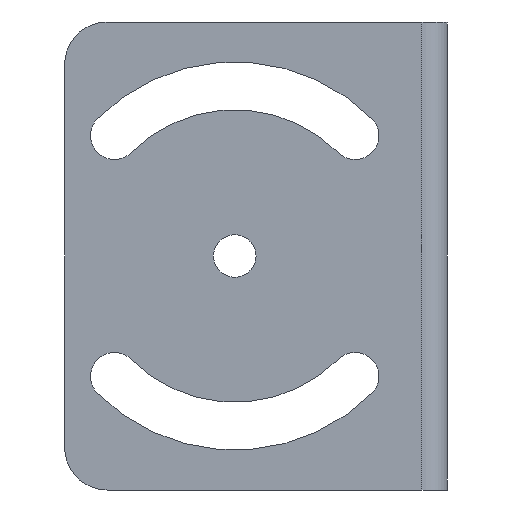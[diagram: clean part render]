
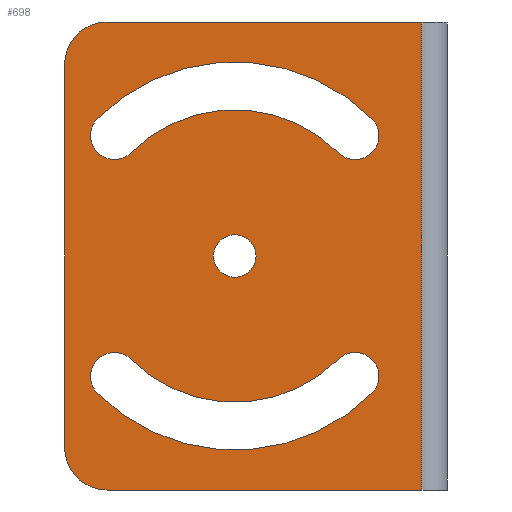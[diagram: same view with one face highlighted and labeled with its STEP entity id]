
A CAD part, left-side view. The second image highlights one B-rep face of the part: STEP entity #698.
In plain terms, the highlighted planar face has unit normal (-1, 0, 0).
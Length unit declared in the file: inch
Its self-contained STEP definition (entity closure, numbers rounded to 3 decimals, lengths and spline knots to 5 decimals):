
#1=DIRECTION('',(0.,0.,-1.));
#2=VECTOR('',#1,2.25);
#3=CARTESIAN_POINT('',(0.,2.25,1.125));
#4=LINE('',#3,#2);
#5=CARTESIAN_POINT('',(0.,1.25,0.));
#6=DIRECTION('',(-1.,0.,0.));
#7=DIRECTION('',(0.,1.,0.));
#8=AXIS2_PLACEMENT_3D('',#5,#6,#7);
#10=CARTESIAN_POINT('',(0.,1.25,0.));
#11=DIRECTION('',(-1.,0.,0.));
#12=DIRECTION('',(0.,-1.,0.));
#13=AXIS2_PLACEMENT_3D('',#10,#11,#12);
#15=CARTESIAN_POINT('',(0.,1.95711,-0.70711));
#16=DIRECTION('',(-1.,0.,0.));
#17=DIRECTION('',(0.,-0.707,0.707));
#18=AXIS2_PLACEMENT_3D('',#15,#16,#17);
#20=CARTESIAN_POINT('',(0.,1.25,0.));
#21=DIRECTION('',(-1.,0.,0.));
#22=DIRECTION('',(0.,0.707,-0.707));
#23=AXIS2_PLACEMENT_3D('',#20,#21,#22);
#25=CARTESIAN_POINT('',(0.,0.54289,-0.70711));
#26=DIRECTION('',(-1.,0.,0.));
#27=DIRECTION('',(0.,-0.707,-0.707));
#28=AXIS2_PLACEMENT_3D('',#25,#26,#27);
#30=CARTESIAN_POINT('',(0.,1.25,0.));
#31=DIRECTION('',(-1.,0.,0.));
#32=DIRECTION('',(0.,0.707,-0.707));
#33=AXIS2_PLACEMENT_3D('',#30,#31,#32);
#35=CARTESIAN_POINT('',(0.,0.54289,0.70711));
#36=DIRECTION('',(-1.,0.,0.));
#37=DIRECTION('',(0.,0.707,-0.707));
#38=AXIS2_PLACEMENT_3D('',#35,#36,#37);
#40=CARTESIAN_POINT('',(0.,1.25,0.));
#41=DIRECTION('',(-1.,0.,0.));
#42=DIRECTION('',(0.,-0.707,0.707));
#43=AXIS2_PLACEMENT_3D('',#40,#41,#42);
#45=CARTESIAN_POINT('',(0.,1.95711,0.70711));
#46=DIRECTION('',(-1.,0.,0.));
#47=DIRECTION('',(0.,0.707,0.707));
#48=AXIS2_PLACEMENT_3D('',#45,#46,#47);
#50=CARTESIAN_POINT('',(0.,1.25,0.));
#51=DIRECTION('',(-1.,0.,0.));
#52=DIRECTION('',(0.,-0.707,0.707));
#53=AXIS2_PLACEMENT_3D('',#50,#51,#52);
#68=CARTESIAN_POINT('',(0.,2.,-1.125));
#69=DIRECTION('',(-1.,0.,0.));
#70=DIRECTION('',(0.,1.,0.));
#71=AXIS2_PLACEMENT_3D('',#68,#69,#70);
#73=DIRECTION('',(0.,-1.,0.));
#74=VECTOR('',#73,1.85);
#75=CARTESIAN_POINT('',(0.,2.,-1.375));
#76=LINE('',#75,#74);
#99=DIRECTION('',(0.,0.,-1.));
#100=VECTOR('',#99,2.75);
#101=CARTESIAN_POINT('',(0.,0.15,1.375));
#102=LINE('',#101,#100);
#121=DIRECTION('',(0.,-1.,0.));
#122=VECTOR('',#121,1.85);
#123=CARTESIAN_POINT('',(0.,2.,1.375));
#124=LINE('',#123,#122);
#138=CARTESIAN_POINT('',(0.,2.,1.125));
#139=DIRECTION('',(-1.,0.,0.));
#140=DIRECTION('',(0.,0.,1.));
#141=AXIS2_PLACEMENT_3D('',#138,#139,#140);
#509=CARTESIAN_POINT('',(0.,0.15,1.375));
#511=VERTEX_POINT('',#509);
#513=CARTESIAN_POINT('',(0.,0.15,-1.375));
#515=VERTEX_POINT('',#513);
#525=CARTESIAN_POINT('',(0.,1.375,0.));
#526=CARTESIAN_POINT('',(0.,1.125,0.));
#527=VERTEX_POINT('',#525);
#528=VERTEX_POINT('',#526);
#533=CARTESIAN_POINT('',(0.,1.85776,-0.60776));
#534=CARTESIAN_POINT('',(0.,2.05646,-0.80646));
#535=VERTEX_POINT('',#533);
#536=VERTEX_POINT('',#534);
#537=CARTESIAN_POINT('',(0.,0.64224,-0.60776));
#538=VERTEX_POINT('',#537);
#539=CARTESIAN_POINT('',(0.,0.44354,-0.80646));
#540=VERTEX_POINT('',#539);
#541=CARTESIAN_POINT('',(0.,0.64224,0.60776));
#542=CARTESIAN_POINT('',(0.,0.44354,0.80646));
#543=VERTEX_POINT('',#541);
#544=VERTEX_POINT('',#542);
#545=CARTESIAN_POINT('',(0.,1.85776,0.60776));
#546=VERTEX_POINT('',#545);
#547=CARTESIAN_POINT('',(0.,2.05646,0.80646));
#548=VERTEX_POINT('',#547);
#638=CARTESIAN_POINT('',(0.,2.,-1.375));
#640=VERTEX_POINT('',#638);
#643=CARTESIAN_POINT('',(0.,2.25,-1.125));
#644=VERTEX_POINT('',#643);
#646=CARTESIAN_POINT('',(0.,2.25,1.125));
#648=VERTEX_POINT('',#646);
#651=CARTESIAN_POINT('',(0.,2.,1.375));
#652=VERTEX_POINT('',#651);
#653=CARTESIAN_POINT('',(0.,2.25,1.375));
#654=DIRECTION('',(-1.,0.,0.));
#655=DIRECTION('',(0.,-1.,0.));
#656=AXIS2_PLACEMENT_3D('',#653,#654,#655);
#657=PLANE('',#656);
#659=ORIENTED_EDGE('',*,*,#658,.F.);
#661=ORIENTED_EDGE('',*,*,#660,.F.);
#663=ORIENTED_EDGE('',*,*,#662,.F.);
#665=ORIENTED_EDGE('',*,*,#664,.T.);
#667=ORIENTED_EDGE('',*,*,#666,.T.);
#669=ORIENTED_EDGE('',*,*,#668,.F.);
#670=EDGE_LOOP('',(#659,#661,#663,#665,#667,#669));
#671=FACE_OUTER_BOUND('',#670,.F.);
#673=ORIENTED_EDGE('',*,*,#672,.T.);
#675=ORIENTED_EDGE('',*,*,#674,.T.);
#676=EDGE_LOOP('',(#673,#675));
#677=FACE_BOUND('',#676,.F.);
#679=ORIENTED_EDGE('',*,*,#678,.T.);
#681=ORIENTED_EDGE('',*,*,#680,.T.);
#683=ORIENTED_EDGE('',*,*,#682,.T.);
#685=ORIENTED_EDGE('',*,*,#684,.F.);
#686=EDGE_LOOP('',(#679,#681,#683,#685));
#687=FACE_BOUND('',#686,.F.);
#689=ORIENTED_EDGE('',*,*,#688,.T.);
#691=ORIENTED_EDGE('',*,*,#690,.T.);
#693=ORIENTED_EDGE('',*,*,#692,.T.);
#695=ORIENTED_EDGE('',*,*,#694,.F.);
#696=EDGE_LOOP('',(#689,#691,#693,#695));
#697=FACE_BOUND('',#696,.F.);
#698=ADVANCED_FACE('',(#671,#677,#687,#697),#657,.T.);
#9=CIRCLE('',#8,0.125);
#14=CIRCLE('',#13,0.125);
#19=CIRCLE('',#18,0.1405);
#24=CIRCLE('',#23,1.1405);
#29=CIRCLE('',#28,0.1405);
#34=CIRCLE('',#33,0.8595);
#39=CIRCLE('',#38,0.1405);
#44=CIRCLE('',#43,1.1405);
#49=CIRCLE('',#48,0.1405);
#54=CIRCLE('',#53,0.8595);
#72=CIRCLE('',#71,0.25);
#142=CIRCLE('',#141,0.25);
#658=EDGE_CURVE('',#644,#640,#72,.T.);
#660=EDGE_CURVE('',#648,#644,#4,.T.);
#662=EDGE_CURVE('',#652,#648,#142,.T.);
#664=EDGE_CURVE('',#652,#511,#124,.T.);
#666=EDGE_CURVE('',#511,#515,#102,.T.);
#668=EDGE_CURVE('',#640,#515,#76,.T.);
#672=EDGE_CURVE('',#527,#528,#9,.T.);
#674=EDGE_CURVE('',#528,#527,#14,.T.);
#678=EDGE_CURVE('',#535,#536,#19,.T.);
#680=EDGE_CURVE('',#536,#540,#24,.T.);
#682=EDGE_CURVE('',#540,#538,#29,.T.);
#684=EDGE_CURVE('',#535,#538,#34,.T.);
#688=EDGE_CURVE('',#543,#544,#39,.T.);
#690=EDGE_CURVE('',#544,#548,#44,.T.);
#692=EDGE_CURVE('',#548,#546,#49,.T.);
#694=EDGE_CURVE('',#543,#546,#54,.T.);
